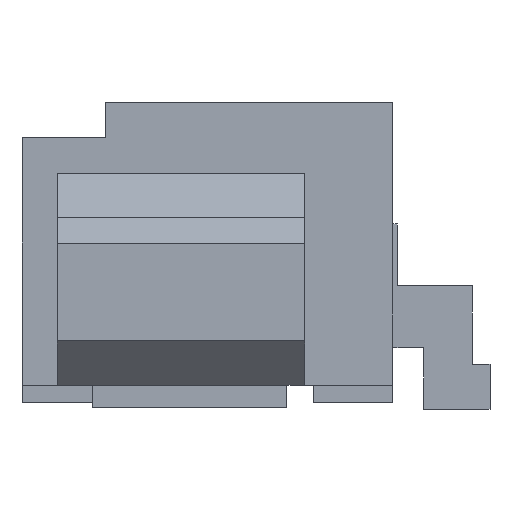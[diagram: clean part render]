
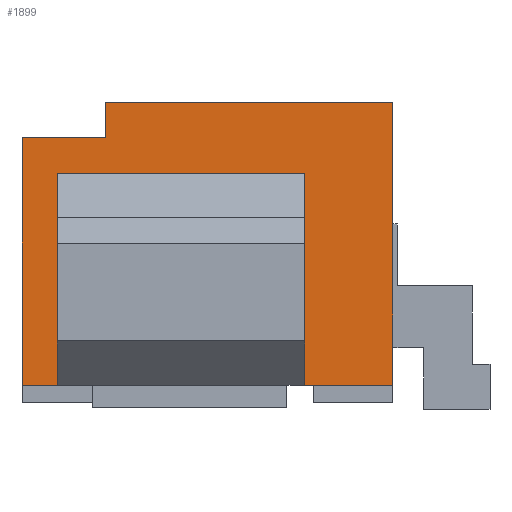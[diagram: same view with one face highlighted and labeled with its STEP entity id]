
A CAD part, left-side view. The second image highlights one B-rep face of the part: STEP entity #1899.
In plain terms, the highlighted planar face has unit normal (-1, 0, 0).
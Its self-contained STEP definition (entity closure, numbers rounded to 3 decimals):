
#59=DIRECTION('',(0.,0.,-1.));
#60=VECTOR('',#59,2.4);
#61=CARTESIAN_POINT('',(-2.125,1.7,0.8));
#62=LINE('1130',#61,#60);
#63=DIRECTION('',(0.,1.,0.));
#64=VECTOR('',#63,0.4);
#65=CARTESIAN_POINT('',(-2.125,1.7,-1.6));
#66=LINE('1109',#65,#64);
#67=DIRECTION('',(0.,1.,0.));
#68=VECTOR('',#67,1.);
#69=CARTESIAN_POINT('',(-2.125,-2.1,-1.6));
#70=LINE('1074',#69,#68);
#79=DIRECTION('',(0.,0.,-1.));
#80=VECTOR('',#79,2.8);
#81=CARTESIAN_POINT('',(-2.125,2.1,1.2));
#82=LINE('1131',#81,#80);
#445=DIRECTION('',(0.,0.,1.));
#446=VECTOR('',#445,3.2);
#447=CARTESIAN_POINT('',(-2.125,-2.1,-1.6));
#448=LINE('1218',#447,#446);
#549=DIRECTION('',(0.,1.,0.));
#550=VECTOR('',#549,3.25);
#551=CARTESIAN_POINT('',(-2.125,-2.1,1.6));
#552=LINE('1245',#551,#550);
#577=DIRECTION('',(0.,0.,-1.));
#578=VECTOR('',#577,0.4);
#579=CARTESIAN_POINT('',(-2.125,1.15,1.6));
#580=LINE('1133',#579,#578);
#585=DIRECTION('',(0.,1.,0.));
#586=VECTOR('',#585,0.95);
#587=CARTESIAN_POINT('',(-2.125,1.15,1.2));
#588=LINE('1132',#587,#586);
#1201=DIRECTION('',(0.,0.,-1.));
#1202=VECTOR('',#1201,2.4);
#1203=CARTESIAN_POINT('',(-2.125,-1.1,0.8));
#1204=LINE('1134',#1203,#1202);
#1233=DIRECTION('',(0.,-1.,0.));
#1234=VECTOR('',#1233,2.8);
#1235=CARTESIAN_POINT('',(-2.125,1.7,0.8));
#1236=LINE('1135',#1235,#1234);
#1273=CARTESIAN_POINT('',(-2.125,-1.1,-1.6));
#1275=VERTEX_POINT('',#1273);
#1277=CARTESIAN_POINT('',(-2.125,-2.1,-1.6));
#1278=VERTEX_POINT('',#1277);
#1347=CARTESIAN_POINT('',(-2.125,2.1,-1.6));
#1348=VERTEX_POINT('',#1347);
#1349=CARTESIAN_POINT('',(-2.125,1.7,-1.6));
#1350=VERTEX_POINT('',#1349);
#1369=CARTESIAN_POINT('',(-2.125,1.7,0.8));
#1371=VERTEX_POINT('',#1369);
#1379=CARTESIAN_POINT('',(-2.125,2.1,1.2));
#1380=VERTEX_POINT('',#1379);
#1381=CARTESIAN_POINT('',(-2.125,1.15,1.2));
#1382=VERTEX_POINT('',#1381);
#1383=CARTESIAN_POINT('',(-2.125,1.15,1.6));
#1384=VERTEX_POINT('',#1383);
#1385=CARTESIAN_POINT('',(-2.125,-1.1,0.8));
#1386=VERTEX_POINT('',#1385);
#1489=CARTESIAN_POINT('',(-2.125,-2.1,1.6));
#1490=VERTEX_POINT('',#1489);
#1875=CARTESIAN_POINT('',(-2.125,0.,0.));
#1876=DIRECTION('',(1.,0.,0.));
#1877=DIRECTION('',(0.,-1.,0.));
#1878=AXIS2_PLACEMENT_3D('',#1875,#1876,#1877);
#1879=PLANE('1395',#1878);
#1880=ORIENTED_EDGE('1130',*,*,#1860,.T.);
#1881=ORIENTED_EDGE('1109',*,*,#1764,.T.);
#1883=ORIENTED_EDGE('1131',*,*,#1882,.F.);
#1885=ORIENTED_EDGE('1132',*,*,#1884,.F.);
#1887=ORIENTED_EDGE('1133',*,*,#1886,.F.);
#1889=ORIENTED_EDGE('1245',*,*,#1888,.F.);
#1891=ORIENTED_EDGE('1218',*,*,#1890,.F.);
#1892=ORIENTED_EDGE('1074',*,*,#1692,.T.);
#1894=ORIENTED_EDGE('1134',*,*,#1893,.F.);
#1896=ORIENTED_EDGE('1135',*,*,#1895,.F.);
#1897=EDGE_LOOP('1395',(#1880,#1881,#1883,#1885,#1887,#1889,#1891,#1892,#1894,
#1896));
#1898=FACE_OUTER_BOUND('1395',#1897,.F.);
#1899=ADVANCED_FACE('1395',(#1898),#1879,.F.);
#1692=EDGE_CURVE('1074',#1278,#1275,#70,.T.);
#1764=EDGE_CURVE('1109',#1350,#1348,#66,.T.);
#1860=EDGE_CURVE('1130',#1371,#1350,#62,.T.);
#1882=EDGE_CURVE('1131',#1380,#1348,#82,.T.);
#1884=EDGE_CURVE('1132',#1382,#1380,#588,.T.);
#1886=EDGE_CURVE('1133',#1384,#1382,#580,.T.);
#1888=EDGE_CURVE('1245',#1490,#1384,#552,.T.);
#1890=EDGE_CURVE('1218',#1278,#1490,#448,.T.);
#1893=EDGE_CURVE('1134',#1386,#1275,#1204,.T.);
#1895=EDGE_CURVE('1135',#1371,#1386,#1236,.T.);
